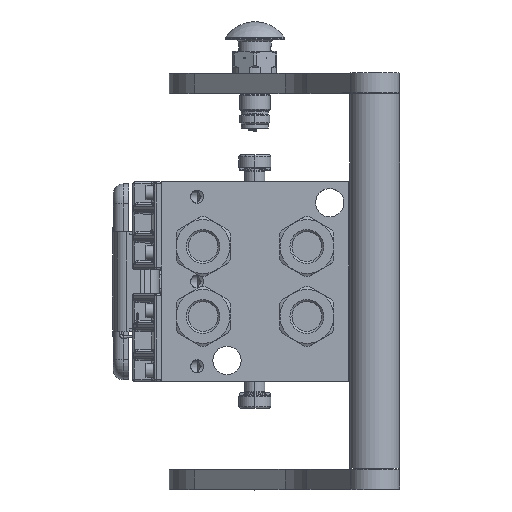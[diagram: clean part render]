
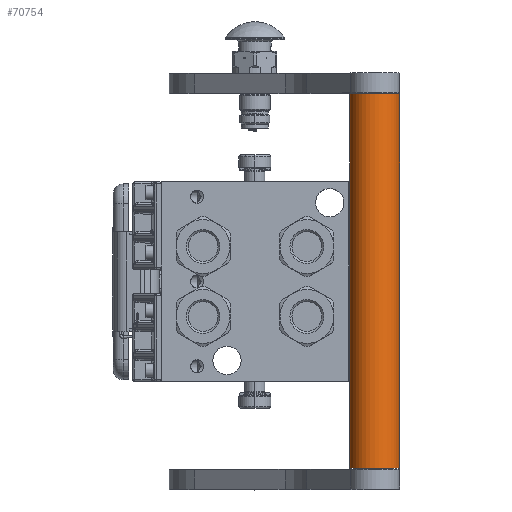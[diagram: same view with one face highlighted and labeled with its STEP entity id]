
A CAD part, top view. The second image highlights one B-rep face of the part: STEP entity #70754.
In plain terms, the highlighted cylindrical face has radius 12.5 mm (diameter 25 mm), a partial arc.
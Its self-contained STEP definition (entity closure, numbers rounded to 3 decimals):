
#397 = DIRECTION ( 'NONE',  ( -1., 0., 0. ) ) ;
#432 = ORIENTED_EDGE ( 'NONE', *, *, #124859, .T. ) ;
#2139 = DIRECTION ( 'NONE',  ( -1., 0., 0. ) ) ;
#3481 = EDGE_CURVE ( 'NONE', #26711, #76610, #87246, .T. ) ;
#5381 = EDGE_CURVE ( 'NONE', #26711, #11586, #63041, .T. ) ;
#7334 = ORIENTED_EDGE ( 'NONE', *, *, #50414, .F. ) ;
#7560 = LINE ( 'NONE', #68003, #100914 ) ;
#8738 = CARTESIAN_POINT ( 'NONE',  ( 8.5, 0., 12.5 ) ) ;
#11586 = VERTEX_POINT ( 'NONE', #107202 ) ;
#14684 = EDGE_LOOP ( 'NONE', ( #105315, #432, #7334, #16966 ) ) ;
#16966 = ORIENTED_EDGE ( 'NONE', *, *, #5381, .F. ) ;
#23436 = DIRECTION ( 'NONE',  ( 0., 0., -1. ) ) ;
#26711 = VERTEX_POINT ( 'NONE', #72894 ) ;
#29357 = AXIS2_PLACEMENT_3D ( 'NONE', #34555, #76745, #35486 ) ;
#34555 = CARTESIAN_POINT ( 'NONE',  ( -10.225, 0., 0. ) ) ;
#35486 = DIRECTION ( 'NONE',  ( 0., 0., 1. ) ) ;
#37588 = VECTOR ( 'NONE', #397, 1000. ) ;
#50414 = EDGE_CURVE ( 'NONE', #11586, #87788, #74396, .T. ) ;
#55714 = CARTESIAN_POINT ( 'NONE',  ( 8.5, 0., 0. ) ) ;
#63041 = LINE ( 'NONE', #75315, #37588 ) ;
#68003 = CARTESIAN_POINT ( 'NONE',  ( 196., 0., 12.5 ) ) ;
#70754 = ADVANCED_FACE ( 'NONE', ( #103919 ), #117554, .T. ) ;
#72894 = CARTESIAN_POINT ( 'NONE',  ( 196., 0., -12.5 ) ) ;
#74396 = CIRCLE ( 'NONE', #110618, 12.5 ) ;
#75315 = CARTESIAN_POINT ( 'NONE',  ( 196., 0., -12.5 ) ) ;
#76610 = VERTEX_POINT ( 'NONE', #122872 ) ;
#76745 = DIRECTION ( 'NONE',  ( -1., 0., 0. ) ) ;
#76959 = AXIS2_PLACEMENT_3D ( 'NONE', #127358, #129227, #85535 ) ;
#85535 = DIRECTION ( 'NONE',  ( 0., 0., -1. ) ) ;
#87246 = CIRCLE ( 'NONE', #76959, 12.5 ) ;
#87788 = VERTEX_POINT ( 'NONE', #8738 ) ;
#100914 = VECTOR ( 'NONE', #2139, 1000. ) ;
#103919 = FACE_OUTER_BOUND ( 'NONE', #14684, .T. ) ;
#105315 = ORIENTED_EDGE ( 'NONE', *, *, #3481, .T. ) ;
#107202 = CARTESIAN_POINT ( 'NONE',  ( 8.5, 0., -12.5 ) ) ;
#110618 = AXIS2_PLACEMENT_3D ( 'NONE', #55714, #131600, #23436 ) ;
#117554 = CYLINDRICAL_SURFACE ( 'NONE', #29357, 12.5 ) ;
#122872 = CARTESIAN_POINT ( 'NONE',  ( 196., 0., 12.5 ) ) ;
#124859 = EDGE_CURVE ( 'NONE', #76610, #87788, #7560, .T. ) ;
#127358 = CARTESIAN_POINT ( 'NONE',  ( 196., 0., 0. ) ) ;
#129227 = DIRECTION ( 'NONE',  ( -1., 0., 0. ) ) ;
#131600 = DIRECTION ( 'NONE',  ( -1., 0., 0. ) ) ;
